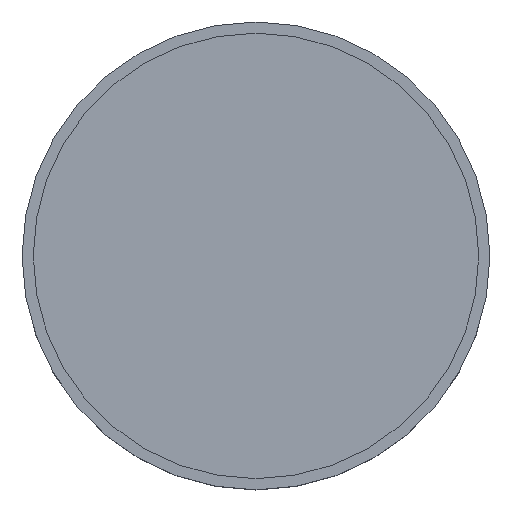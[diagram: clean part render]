
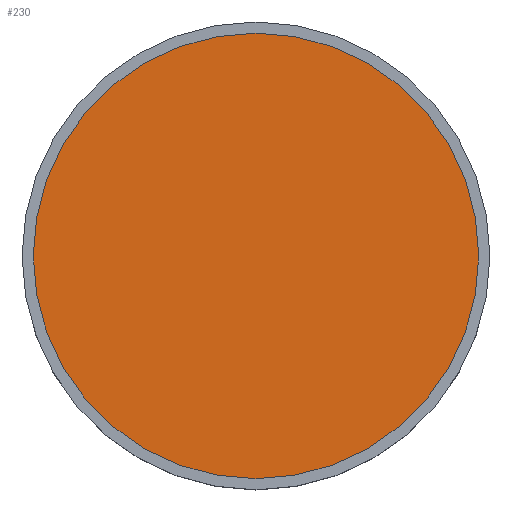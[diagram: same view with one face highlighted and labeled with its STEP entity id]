
A CAD part, top view. The second image highlights one B-rep face of the part: STEP entity #230.
In plain terms, the highlighted planar face has unit normal (0, 0, 1).
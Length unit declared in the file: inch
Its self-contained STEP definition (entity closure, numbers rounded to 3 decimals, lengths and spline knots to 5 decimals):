
#57=CARTESIAN_POINT('',(0.,0.,0.361));
#58=DIRECTION('',(0.,0.,1.));
#59=DIRECTION('',(1.,0.,0.));
#60=AXIS2_PLACEMENT_3D('',#57,#58,#59);
#62=CARTESIAN_POINT('',(0.,0.,0.361));
#63=DIRECTION('',(0.,0.,1.));
#64=DIRECTION('',(-1.,0.,0.));
#65=AXIS2_PLACEMENT_3D('',#62,#63,#64);
#123=CARTESIAN_POINT('',(0.7875,0.,0.361));
#124=CARTESIAN_POINT('',(-0.7875,0.,0.361));
#125=VERTEX_POINT('',#123);
#126=VERTEX_POINT('',#124);
#221=CARTESIAN_POINT('',(0.,0.,0.361));
#222=DIRECTION('',(0.,0.,1.));
#223=DIRECTION('',(1.,0.,0.));
#224=AXIS2_PLACEMENT_3D('',#221,#222,#223);
#225=PLANE('',#224);
#226=ORIENTED_EDGE('',*,*,#201,.F.);
#227=ORIENTED_EDGE('',*,*,#215,.F.);
#228=EDGE_LOOP('',(#226,#227));
#229=FACE_OUTER_BOUND('',#228,.F.);
#230=ADVANCED_FACE('',(#229),#225,.T.);
#61=CIRCLE('',#60,0.7875);
#66=CIRCLE('',#65,0.7875);
#201=EDGE_CURVE('',#125,#126,#61,.T.);
#215=EDGE_CURVE('',#126,#125,#66,.T.);
